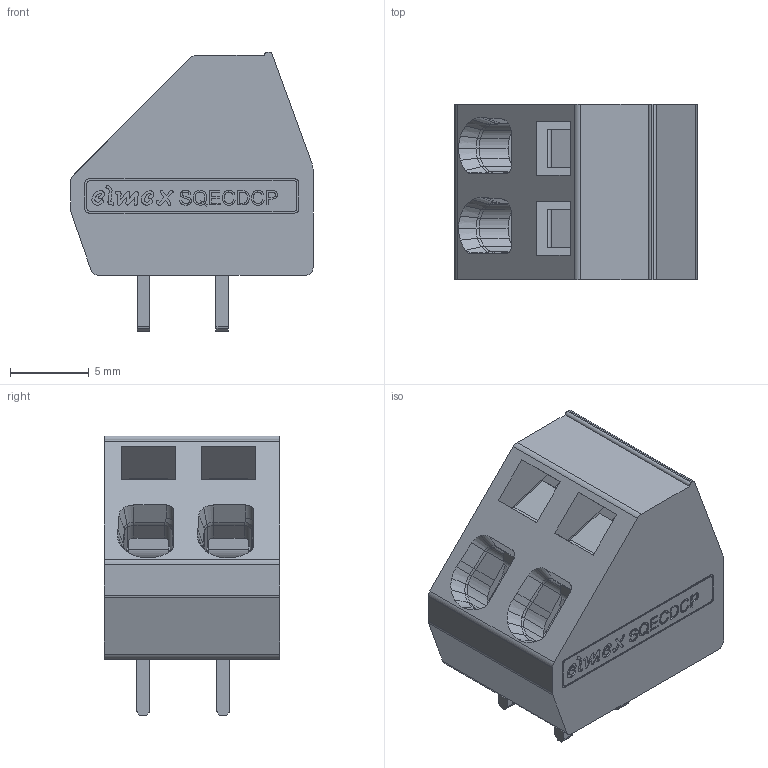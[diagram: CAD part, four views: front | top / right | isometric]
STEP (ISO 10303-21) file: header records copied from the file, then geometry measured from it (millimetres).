
FILE_DESCRIPTION(/* description */ ('Unknown'),/* implementation_level */ '2;1');
FILE_NAME(/* name */ 'SQECD-2W-SOLID',/* time_stamp */ '2024-06-21T15:12:33+06:00',/* author */ ('Unknown'),/* organization */ ('Unknown'),/* preprocessor_version */ 'ST-DEVELOPER v16.7',/* originating_system */ 'Solid Edge',/* authorisation */ 'Unknown');
FILE_SCHEMA (('AUTOMOTIVE_DESIGN {1 0 10303 214 3 1 1}'));
Length unit declared in the file: millimetre
Products named in the file (1): Part8
Bounding box: 15.4 x 11.16 x 17.8 mm (x, y, z)
Volume: 1206.3 mm3; surface area: 2682.7 mm2
Topology: 1 solids, 16 shells, 1107 faces, 3078 edges, 2008 vertices
Faces by surface type: plane 598, cylinder 287, bspline 154, torus 40, cone 28
Full cylindrical faces by diameter (mm): 1.5 x12
Entity records: 46149 total; most frequent: CARTESIAN_POINT 10578, ORIENTED_EDGE 6076, DIRECTION 5340, EDGE_CURVE 3038, VERTEX_POINT 1996, LINE 1978, VECTOR 1978, AXIS2_PLACEMENT_3D 1681
